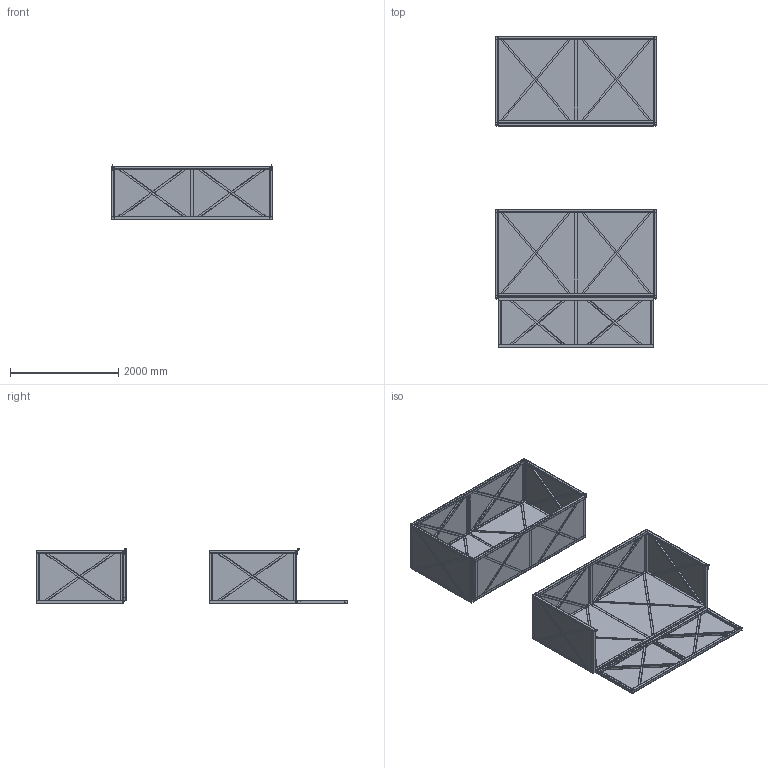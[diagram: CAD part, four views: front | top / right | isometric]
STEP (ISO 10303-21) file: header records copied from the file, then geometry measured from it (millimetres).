
FILE_DESCRIPTION(('FreeCAD Model'),'2;1');
FILE_NAME('Open CASCADE Shape Model','2025-05-01T10:01:02',('FreeCAD'),( 'FreeCAD'),'Open CASCADE STEP processor 7.6','FreeCAD','Unknown');
FILE_SCHEMA(('AUTOMOTIVE_DESIGN { 1 0 10303 214 1 1 1 1 }'));
Products named in the file (1): Open CASCADE STEP translator 7.6 1
Bounding box: 2991.61 x 5761.72 x 1018.56 mm (x, y, z)
Volume: 93630814.8 mm3; surface area: 95978064.7 mm2
Topology: 131 solids, 131 shells, 2309 faces, 5925 edges, 3884 vertices
Faces by surface type: bspline 2309
Entity records: 64972 total; most frequent: CARTESIAN_POINT 30445, ORIENTED_EDGE 11850, EDGE_CURVE 5925, B_SPLINE_CURVE_WITH_KNOTS 3943, VERTEX_POINT 3884, FACE_BOUND 2509, EDGE_LOOP 2509, ADVANCED_FACE 2309
